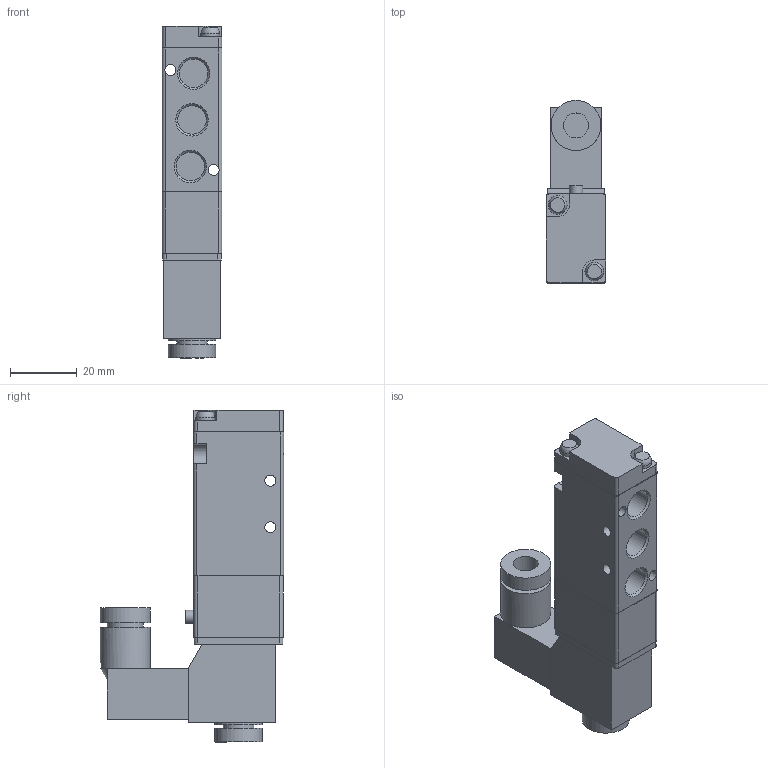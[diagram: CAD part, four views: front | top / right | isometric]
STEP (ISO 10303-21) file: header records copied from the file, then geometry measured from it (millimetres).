
FILE_DESCRIPTION(/* description */ ('STEP AP214'),/* implementation_level */ '2;1');
FILE_NAME(/* name */ '4V11006A',/* time_stamp */ '2023-06-01T04:05:05+02:00',/* author */ ('License CC BY-ND 4.0'),/* organization */ ('CADENAS'),/* preprocessor_version */ 'ST-DEVELOPER v19.3',/* originating_system */ 'PARTsolutions',/* authorisation */ ' ');
FILE_SCHEMA (('AUTOMOTIVE_DESIGN {1 0 10303 214 3 1 1}'));
Length unit declared in the file: millimetre
Products named in the file (2): 4V11006A; 4V110-06 - Valve Body
Assembly tree (1 placements, depth 2):
  4V11006A
    4V110-06 - Valve Body
Bounding box: 18 x 55 x 99.7 mm (x, y, z)
Volume: 49337 mm3; surface area: 14762.5 mm2
Topology: 1 solids, 1 shells, 108 faces, 260 edges, 171 vertices
Faces by surface type: plane 59, cylinder 41, cone 6, sphere 2
Full cylindrical faces by diameter (mm): 3.3 x4, 4 x1, 5.6 x2, 7.5 x1, 8.566 x5, 9.2 x1, 10.8 x1, 14.2 x2, 15 x2
Entity records: 3060 total; most frequent: DIRECTION 536, CARTESIAN_POINT 523, ORIENTED_EDGE 458, EDGE_CURVE 229, AXIS2_PLACEMENT_3D 200, VERTEX_POINT 166, EDGE_LOOP 159, FACE_BOUND 159
